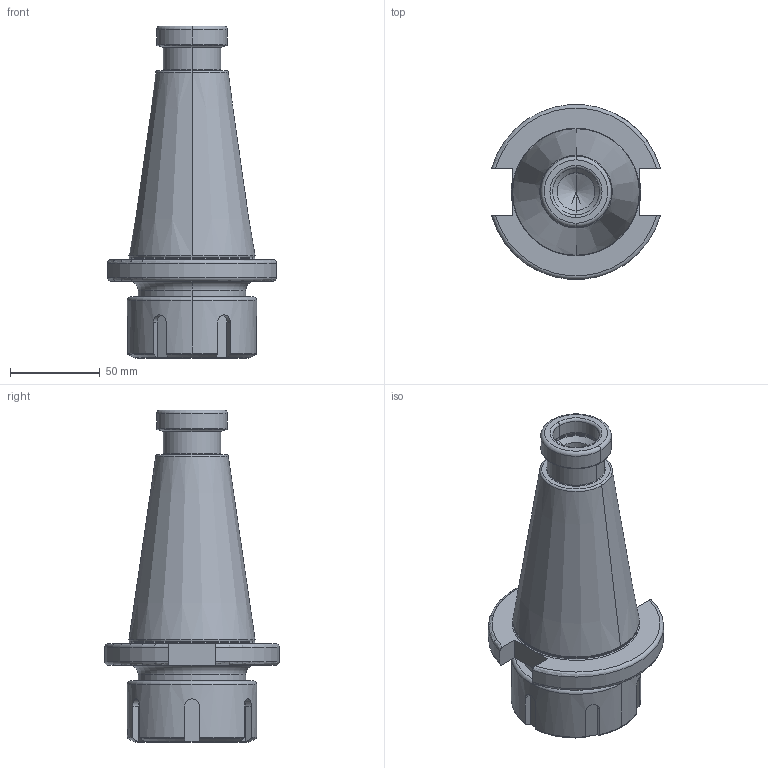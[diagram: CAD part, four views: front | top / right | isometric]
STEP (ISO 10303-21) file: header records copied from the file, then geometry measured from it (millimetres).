
FILE_DESCRIPTION((''),'2;1');
FILE_NAME('501_01_32','2020-11-30T',('103090'),(''),'CREO PARAMETRIC BY PTC INC, 2016260','CREO PARAMETRIC BY PTC INC, 2016260','');
FILE_SCHEMA(('CONFIG_CONTROL_DESIGN'));
Length unit declared in the file: millimetre
Products named in the file (1): 501_01_32
Bounding box: 94.05 x 97.13 x 184.8 mm (x, y, z)
Volume: 448634.9 mm3; surface area: 60553.3 mm2
Topology: 1 solids, 6 shells, 146 faces, 343 edges, 211 vertices
Faces by surface type: plane 40, cylinder 38, torus 36, cone 32
Entity records: 4627 total; most frequent: CARTESIAN_POINT 1265, DIRECTION 719, ORIENTED_EDGE 682, EDGE_CURVE 341, AXIS2_PLACEMENT_3D 303, VERTEX_POINT 211, CIRCLE 154, EDGE_LOOP 152
